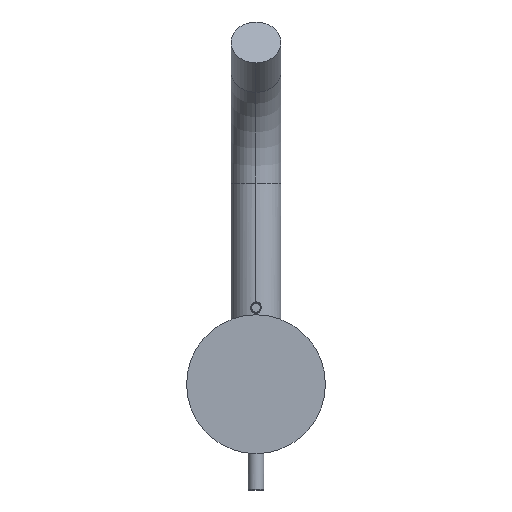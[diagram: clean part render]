
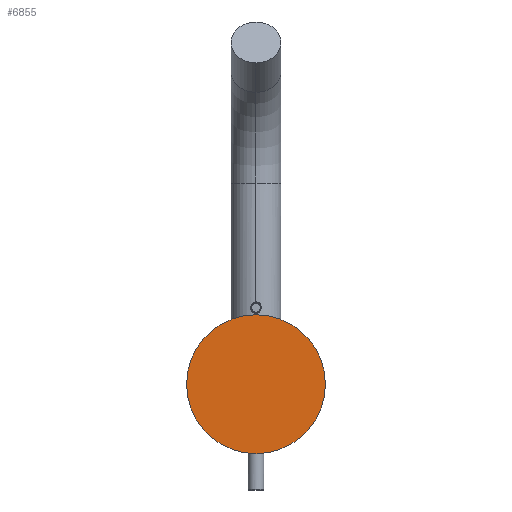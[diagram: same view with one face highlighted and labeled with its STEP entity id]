
A CAD part, front view. The second image highlights one B-rep face of the part: STEP entity #6855.
In plain terms, the highlighted planar face has unit normal (0, -1, 0).
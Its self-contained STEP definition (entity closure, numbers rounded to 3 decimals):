
#2869=CARTESIAN_POINT('',(0.,-4.,0.));
#2870=DIRECTION('',(0.,1.,0.));
#2871=DIRECTION('',(1.,0.,0.));
#2872=AXIS2_PLACEMENT_3D('',#2869,#2870,#2871);
#2874=CARTESIAN_POINT('',(0.,-4.,0.));
#2875=DIRECTION('',(0.,-1.,0.));
#2876=DIRECTION('',(1.,0.,0.));
#2877=AXIS2_PLACEMENT_3D('',#2874,#2875,#2876);
#3671=CARTESIAN_POINT('',(25.,-4.,0.));
#3673=VERTEX_POINT('',#3671);
#3675=CARTESIAN_POINT('',(-25.,-4.,0.));
#3677=VERTEX_POINT('',#3675);
#6846=CARTESIAN_POINT('',(0.,-4.,0.));
#6847=DIRECTION('',(0.,-1.,0.));
#6848=DIRECTION('',(-1.,0.,0.));
#6849=AXIS2_PLACEMENT_3D('',#6846,#6847,#6848);
#6850=PLANE('',#6849);
#6851=ORIENTED_EDGE('',*,*,#6832,.F.);
#6852=ORIENTED_EDGE('',*,*,#6814,.T.);
#6853=EDGE_LOOP('',(#6851,#6852));
#6854=FACE_OUTER_BOUND('',#6853,.F.);
#6855=ADVANCED_FACE('',(#6854),#6850,.T.);
#2873=CIRCLE('',#2872,25.);
#2878=CIRCLE('',#2877,25.);
#6814=EDGE_CURVE('',#3673,#3677,#2873,.T.);
#6832=EDGE_CURVE('',#3673,#3677,#2878,.T.);
